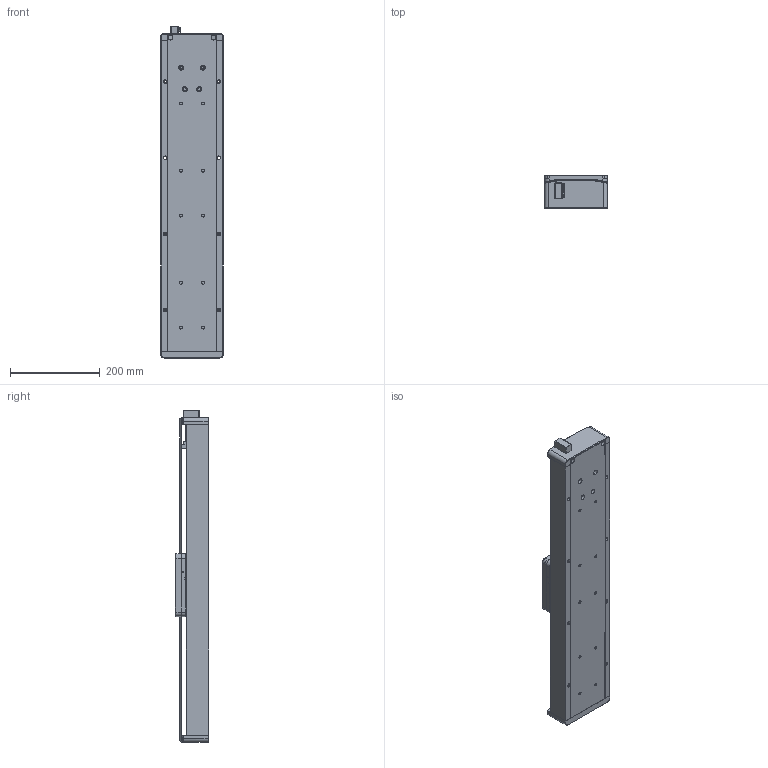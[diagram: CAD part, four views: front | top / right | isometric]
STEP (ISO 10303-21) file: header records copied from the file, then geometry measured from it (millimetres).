
FILE_DESCRIPTION (( 'STEP AP203' ), '1' );
FILE_NAME ('ETSF-500.STEP', '2020-09-10T07:54:46', ( '' ), ( '' ), 'SwSTEP 2.0', 'SolidWorks 2017', '' );
FILE_SCHEMA (( 'CONFIG_CONTROL_DESIGN' ));
Length unit declared in the file: millimetre
Products named in the file (1): ETSF-500
Bounding box: 140 x 75 x 741 mm (x, y, z)
Surface area: 459854.8 mm2 (no closed solid volume)
Topology: 0 solids, 28 shells, 505 faces, 1797 edges, 1295 vertices
Faces by surface type: cylinder 266, plane 210, bspline 17, cone 12
Entity records: 20318 total; most frequent: CARTESIAN_POINT 4515, DIRECTION 3484, ORIENTED_EDGE 2765, EDGE_CURVE 1784, VERTEX_POINT 1295, AXIS2_PLACEMENT_3D 1242, VECTOR 1000, LINE 1000
